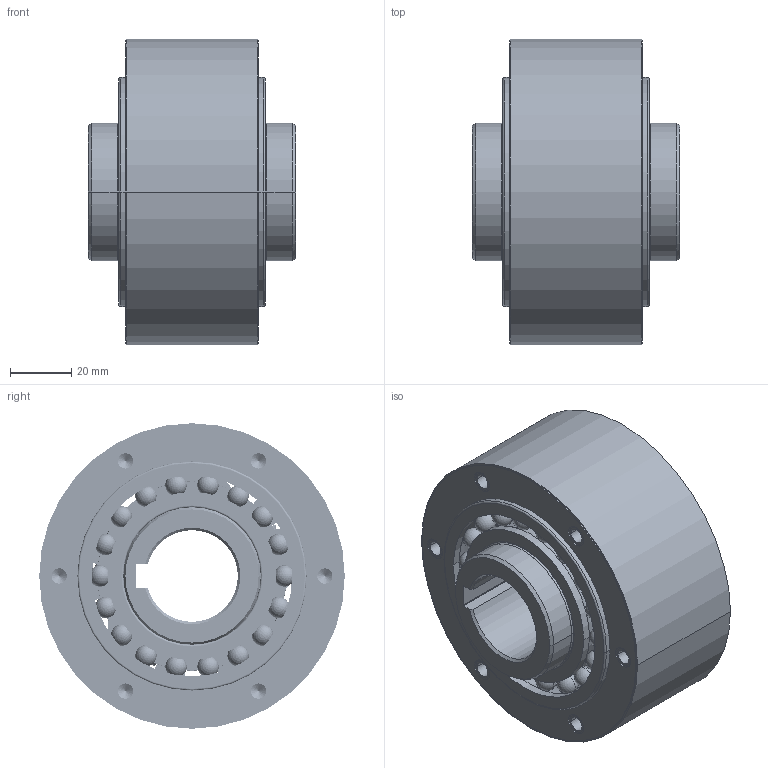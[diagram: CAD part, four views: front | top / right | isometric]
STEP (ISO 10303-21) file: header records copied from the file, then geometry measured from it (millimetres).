
FILE_DESCRIPTION((''),'2;1');
FILE_NAME('_CGS_TEMP_IGS','2023-05-19T',('SYSTEM'),(''),'PRO/ENGINEER BY PARAMETRIC TECHNOLOGY CORPORATION, 2016360','PRO/ENGINEER BY PARAMETRIC TECHNOLOGY CORPORATION, 2016360','');
FILE_SCHEMA(('AUTOMOTIVE_DESIGN { 1 0 10303 214 1 1 1 1 }'));
Length unit declared in the file: inch
Products named in the file (1): _CGS_TEMP_IGS
Bounding box: 68 x 100 x 100 mm (x, y, z)
Volume: 295841.9 mm3; surface area: 83083.4 mm2
Topology: 58 solids, 72 shells, 647 faces, 1595 edges, 938 vertices
Faces by surface type: cylinder 198, plane 147, sphere 108, cone 90, bspline 60, torus 44
Entity records: 30350 total; most frequent: CARTESIAN_POINT 15590, DIRECTION 3299, ORIENTED_EDGE 2766, AXIS2_PLACEMENT_3D 1472, EDGE_CURVE 1407, VERTEX_POINT 938, CIRCLE 884, EDGE_LOOP 723
